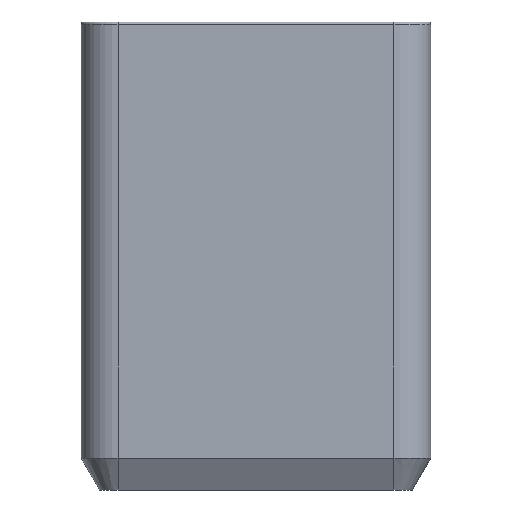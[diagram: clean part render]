
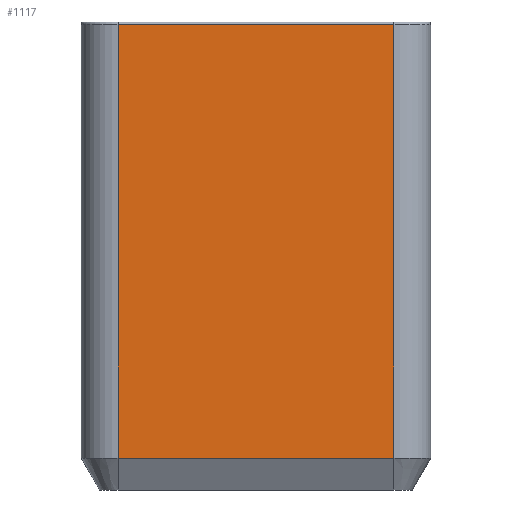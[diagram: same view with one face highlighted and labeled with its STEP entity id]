
A CAD part, front view. The second image highlights one B-rep face of the part: STEP entity #1117.
In plain terms, the highlighted planar face has unit normal (0, -1, 0).
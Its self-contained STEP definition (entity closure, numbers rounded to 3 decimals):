
#135=FACE_OUTER_BOUND('',#206,.T.);
#206=EDGE_LOOP('',(#1022,#1023,#1024,#1025));
#290=LINE('',#1686,#373);
#317=LINE('',#1846,#400);
#334=LINE('',#1905,#417);
#365=LINE('',#1983,#448);
#373=VECTOR('',#1300,10.);
#400=VECTOR('',#1487,10.);
#417=VECTOR('',#1556,10.);
#448=VECTOR('',#1655,10.);
#459=VERTEX_POINT('',#1683);
#460=VERTEX_POINT('',#1685);
#510=VERTEX_POINT('',#1836);
#512=VERTEX_POINT('',#1842);
#552=EDGE_CURVE('',#459,#460,#290,.T.);
#632=EDGE_CURVE('',#510,#512,#317,.T.);
#663=EDGE_CURVE('',#460,#510,#334,.T.);
#701=EDGE_CURVE('',#512,#459,#365,.T.);
#1022=ORIENTED_EDGE('',*,*,#632,.F.);
#1023=ORIENTED_EDGE('',*,*,#663,.F.);
#1024=ORIENTED_EDGE('',*,*,#552,.F.);
#1025=ORIENTED_EDGE('',*,*,#701,.F.);
#1046=PLANE('',#1280);
#1117=ADVANCED_FACE('',(#135),#1046,.T.);
#1280=AXIS2_PLACEMENT_3D('',#1988,#1662,#1663);
#1300=DIRECTION('',(-1.,0.,0.));
#1487=DIRECTION('',(1.,0.,0.));
#1556=DIRECTION('',(0.,0.,1.));
#1655=DIRECTION('',(0.,0.,-1.));
#1662=DIRECTION('center_axis',(0.,-1.,0.));
#1663=DIRECTION('ref_axis',(1.,0.,0.));
#1683=CARTESIAN_POINT('',(62.3,-1.5,7.));
#1685=CARTESIAN_POINT('',(6.,-1.5,7.));
#1686=CARTESIAN_POINT('',(16.325,-1.5,7.));
#1836=CARTESIAN_POINT('',(6.,-1.5,95.5));
#1842=CARTESIAN_POINT('',(62.3,-1.5,95.5));
#1846=CARTESIAN_POINT('',(16.325,-1.5,95.5));
#1905=CARTESIAN_POINT('',(6.,-1.5,0.));
#1983=CARTESIAN_POINT('',(62.3,-1.5,0.));
#1988=CARTESIAN_POINT('Origin',(-1.5,-1.5,0.));
